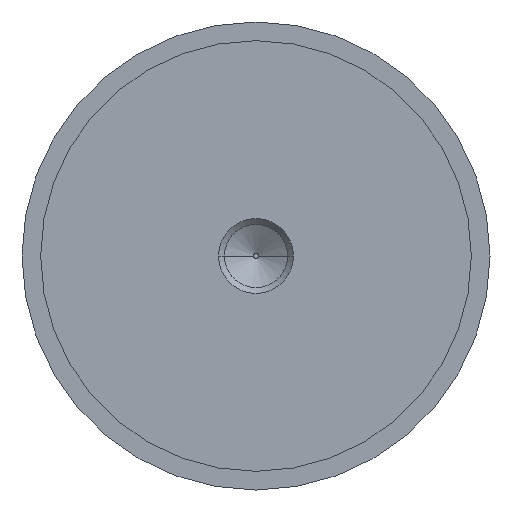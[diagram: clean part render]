
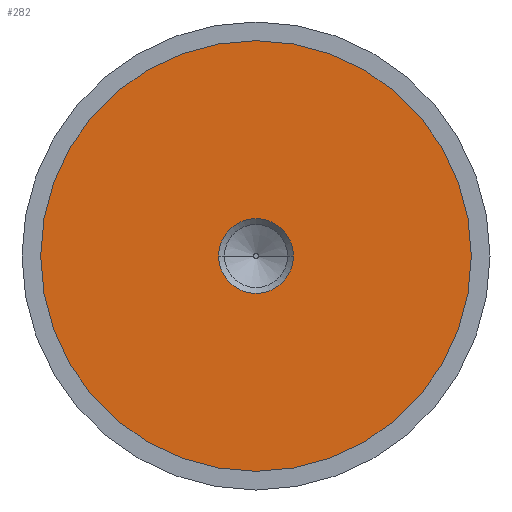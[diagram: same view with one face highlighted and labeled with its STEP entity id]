
A CAD part, front view. The second image highlights one B-rep face of the part: STEP entity #282.
In plain terms, the highlighted planar face has unit normal (0, -1, 0).
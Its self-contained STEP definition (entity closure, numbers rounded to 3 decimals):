
#278=VERTEX_POINT('',#740);
#282=ADVANCED_FACE('',(#744,#745),#746,.T.);
#294=VERTEX_POINT('',#758);
#348=VERTEX_POINT('',#825);
#494=EDGE_CURVE('',#348,#684,#995,.T.);
#518=EDGE_CURVE('',#278,#294,#1023,.T.);
#546=EDGE_CURVE('',#294,#278,#1052,.T.);
#658=EDGE_CURVE('',#684,#348,#1177,.T.);
#684=VERTEX_POINT('',#1209);
#740=CARTESIAN_POINT('',(6.0,0.0,0.));
#744=FACE_BOUND('',#1267,.T.);
#745=FACE_OUTER_BOUND('',#1268,.T.);
#746=PLANE('',#1269);
#758=CARTESIAN_POINT('',(-6.0,0.,0.0));
#825=CARTESIAN_POINT('',(34.5,0.0,0.0));
#995=CIRCLE('',#1588,34.5);
#1023=CIRCLE('',#1619,6.0);
#1052=CIRCLE('',#1657,6.0);
#1177=CIRCLE('',#1824,34.5);
#1209=CARTESIAN_POINT('',(-34.5,0.0,0.));
#1267=EDGE_LOOP('',(#1896,#1897));
#1268=EDGE_LOOP('',(#1898,#1899));
#1269=AXIS2_PLACEMENT_3D('',#1900,#1901,#1902);
#1588=AXIS2_PLACEMENT_3D('',#2268,#2269,#2270);
#1619=AXIS2_PLACEMENT_3D('',#2301,#2302,#2303);
#1657=AXIS2_PLACEMENT_3D('',#2329,#2330,#2331);
#1824=AXIS2_PLACEMENT_3D('',#2471,#2472,#2473);
#1896=ORIENTED_EDGE('',*,*,#546,.T.);
#1897=ORIENTED_EDGE('',*,*,#518,.T.);
#1898=ORIENTED_EDGE('',*,*,#494,.T.);
#1899=ORIENTED_EDGE('',*,*,#658,.T.);
#1900=CARTESIAN_POINT('',(0.0,0.0,0.0));
#1901=DIRECTION('',(0.0,-1.0,0.0));
#1902=DIRECTION('',(-1.0,0.0,0.0));
#2268=CARTESIAN_POINT('',(0.0,0.0,0.0));
#2269=DIRECTION('',(0.0,-1.0,0.0));
#2270=DIRECTION('',(1.0,0.0,0.0));
#2301=CARTESIAN_POINT('',(0.0,0.0,0.0));
#2302=DIRECTION('',(0.0,1.0,0.0));
#2303=DIRECTION('',(-1.0,0.0,0.0));
#2329=CARTESIAN_POINT('',(0.0,0.0,0.0));
#2330=DIRECTION('',(0.0,1.0,0.0));
#2331=DIRECTION('',(-1.0,0.0,0.0));
#2471=CARTESIAN_POINT('',(0.0,0.0,0.0));
#2472=DIRECTION('',(0.0,-1.0,0.0));
#2473=DIRECTION('',(1.0,0.0,0.0));
